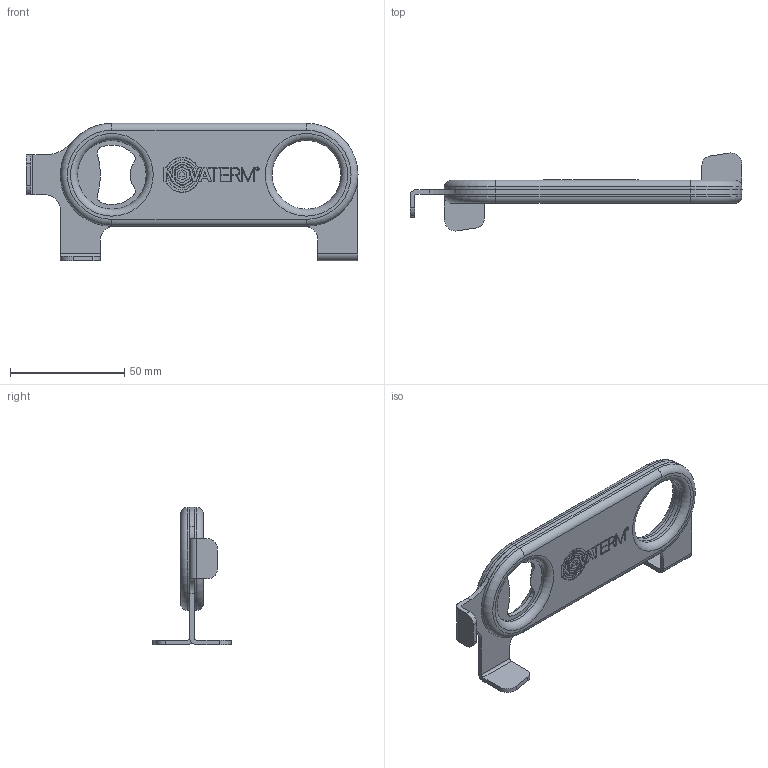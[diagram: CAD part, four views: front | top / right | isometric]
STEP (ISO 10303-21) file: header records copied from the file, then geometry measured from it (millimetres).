
FILE_DESCRIPTION(/* description */ (''),/* implementation_level */ '2;1');
FILE_NAME(/* name */ 'C21095-1040-04 - OUTIL.stp',/* time_stamp */ '2023-10-06T15:52:41+02:00',/* author */ (''),/* organization */ (''),/* preprocessor_version */ 'ST-DEVELOPER v16.7',/* originating_system */ 'SIEMENS PLM Software NX 1946',/* authorisation */ '');
FILE_SCHEMA (('AUTOMOTIVE_DESIGN { 1 0 10303 214 3 1 1 1 }'));
Length unit declared in the file: millimetre
Products named in the file (1): roma4CFCED763j2d
Bounding box: 145 x 34.08 x 60 mm (x, y, z)
Volume: 34366.8 mm3; surface area: 34992.5 mm2
Topology: 3 solids, 3 shells, 755 faces, 2107 edges, 1404 vertices
Faces by surface type: plane 467, cone 144, bspline 49, torus 48, cylinder 47
Full cylindrical faces by diameter (mm): 6 x4, 30 x1
Entity records: 26318 total; most frequent: CARTESIAN_POINT 7559, ORIENTED_EDGE 4060, DIRECTION 3569, EDGE_CURVE 2030, VERTEX_POINT 1372, LINE 1219, VECTOR 1219, AXIS2_PLACEMENT_3D 1175
